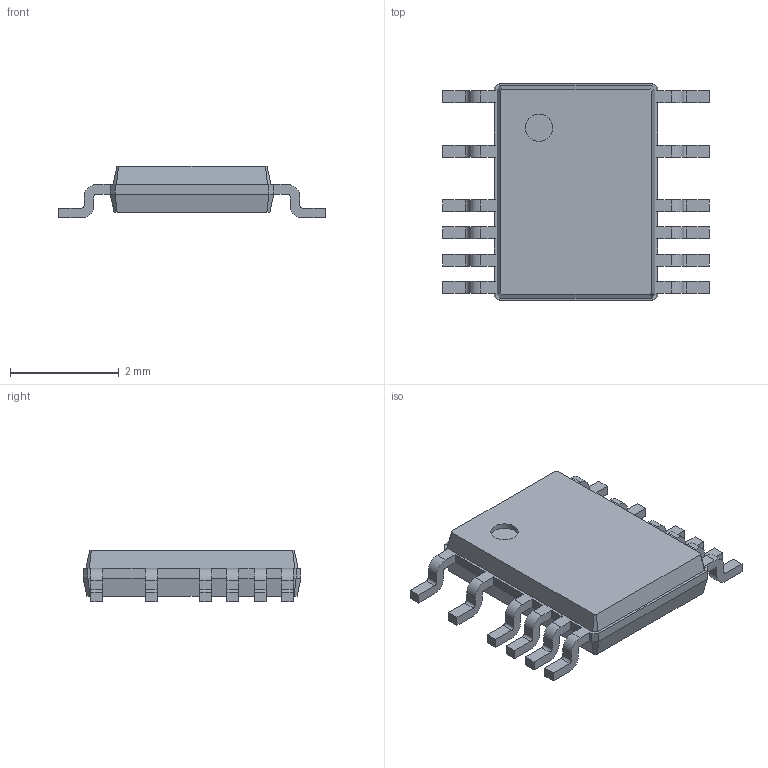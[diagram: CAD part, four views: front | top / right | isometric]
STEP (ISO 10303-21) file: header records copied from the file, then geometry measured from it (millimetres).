
FILE_DESCRIPTION(/* description */ (''),/* implementation_level */ '2;1');
FILE_NAME(/* name */ 'LT1997-1.step',/* time_stamp */ '2020-09-27T13:35:01+02:00',/* author */ (''),/* organization */ (''),/* preprocessor_version */ 'ST-DEVELOPER v18.1',/* originating_system */ 'Autodesk Translation Framework v9.3.0.1241',/* authorisation */ '');
FILE_SCHEMA (('AUTOMOTIVE_DESIGN { 1 0 10303 214 3 1 1 }'));
Length unit declared in the file: millimetre
Products named in the file (1): LT1997-1
Bounding box: 4.9 x 4 x 0.95 mm (x, y, z)
Volume: 10.2 mm3; surface area: 46 mm2
Topology: 1 solids, 1 shells, 216 faces, 567 edges, 354 vertices
Faces by surface type: plane 167, cylinder 49
Full cylindrical faces by diameter (mm): 0.5 x1
Entity records: 6783 total; most frequent: CARTESIAN_POINT 1138, ORIENTED_EDGE 1134, DIRECTION 1099, EDGE_CURVE 567, LINE 469, VECTOR 469, VERTEX_POINT 354, AXIS2_PLACEMENT_3D 315
